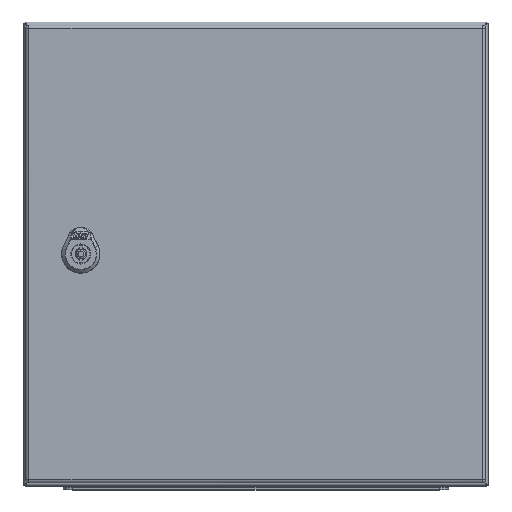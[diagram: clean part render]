
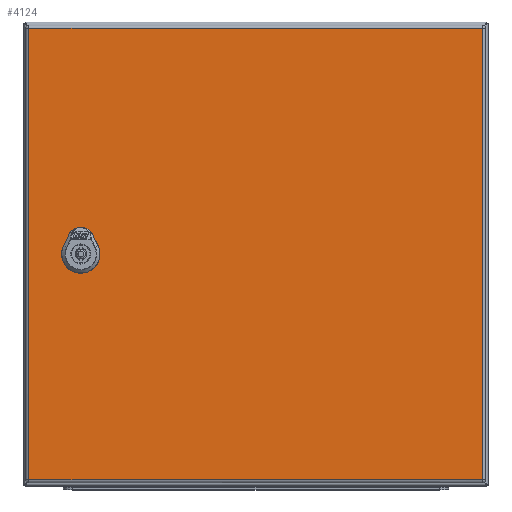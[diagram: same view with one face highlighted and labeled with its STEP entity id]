
A CAD part, top view. The second image highlights one B-rep face of the part: STEP entity #4124.
In plain terms, the highlighted face is planar.
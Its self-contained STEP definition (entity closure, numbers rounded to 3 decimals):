
#790=FACE_BOUND('',#6428,.T.);
#791=FACE_BOUND('',#6429,.T.);
#4124=ADVANCED_FACE('',(#790,#791),#4822,.F.);
#4822=PLANE('',#19362);
#6428=EDGE_LOOP('',(#10393,#10394,#10395,#10396,#10397,#10398,#10399,#10400));
#6429=EDGE_LOOP('',(#10401,#10402,#10403,#10404));
#7409=CIRCLE('',#19358,11.25);
#7410=CIRCLE('',#19359,11.25);
#7411=CIRCLE('',#19360,11.25);
#7412=CIRCLE('',#19361,11.25);
#10393=ORIENTED_EDGE('',*,*,#15161,.T.);
#10394=ORIENTED_EDGE('',*,*,#15162,.T.);
#10395=ORIENTED_EDGE('',*,*,#15163,.T.);
#10396=ORIENTED_EDGE('',*,*,#15164,.T.);
#10397=ORIENTED_EDGE('',*,*,#15165,.T.);
#10398=ORIENTED_EDGE('',*,*,#15166,.T.);
#10399=ORIENTED_EDGE('',*,*,#15167,.T.);
#10400=ORIENTED_EDGE('',*,*,#15168,.T.);
#10401=ORIENTED_EDGE('',*,*,#15169,.T.);
#10402=ORIENTED_EDGE('',*,*,#15170,.T.);
#10403=ORIENTED_EDGE('',*,*,#15171,.T.);
#10404=ORIENTED_EDGE('',*,*,#15172,.T.);
#13300=VERTEX_POINT('',#31963);
#13301=VERTEX_POINT('',#31964);
#13302=VERTEX_POINT('',#31966);
#13303=VERTEX_POINT('',#31968);
#13304=VERTEX_POINT('',#31970);
#13305=VERTEX_POINT('',#31972);
#13306=VERTEX_POINT('',#31974);
#13307=VERTEX_POINT('',#31976);
#13308=VERTEX_POINT('',#31979);
#13309=VERTEX_POINT('',#31980);
#13310=VERTEX_POINT('',#31982);
#13311=VERTEX_POINT('',#31984);
#15161=EDGE_CURVE('',#13300,#13301,#16820,.T.);
#15162=EDGE_CURVE('',#13301,#13302,#7409,.T.);
#15163=EDGE_CURVE('',#13302,#13303,#16821,.T.);
#15164=EDGE_CURVE('',#13303,#13304,#7410,.T.);
#15165=EDGE_CURVE('',#13304,#13305,#16822,.T.);
#15166=EDGE_CURVE('',#13305,#13306,#7411,.T.);
#15167=EDGE_CURVE('',#13306,#13307,#16823,.T.);
#15168=EDGE_CURVE('',#13307,#13300,#7412,.T.);
#15169=EDGE_CURVE('',#13308,#13309,#16824,.T.);
#15170=EDGE_CURVE('',#13309,#13310,#16825,.T.);
#15171=EDGE_CURVE('',#13310,#13311,#16826,.T.);
#15172=EDGE_CURVE('',#13311,#13308,#16827,.T.);
#16820=LINE('',#31962,#17994);
#16821=LINE('',#31967,#17995);
#16822=LINE('',#31971,#17996);
#16823=LINE('',#31975,#17997);
#16824=LINE('',#31978,#17998);
#16825=LINE('',#31981,#17999);
#16826=LINE('',#31983,#18000);
#16827=LINE('',#31985,#18001);
#17994=VECTOR('',#22277,1.);
#17995=VECTOR('',#22280,1.);
#17996=VECTOR('',#22283,1.);
#17997=VECTOR('',#22286,1.);
#17998=VECTOR('',#22289,1.);
#17999=VECTOR('',#22290,1.);
#18000=VECTOR('',#22291,1.);
#18001=VECTOR('',#22292,1.);
#19358=AXIS2_PLACEMENT_3D('',#31965,#22278,#22279);
#19359=AXIS2_PLACEMENT_3D('',#31969,#22281,#22282);
#19360=AXIS2_PLACEMENT_3D('',#31973,#22284,#22285);
#19361=AXIS2_PLACEMENT_3D('',#31977,#22287,#22288);
#19362=AXIS2_PLACEMENT_3D('',#31986,#22293,#22294);
#22277=DIRECTION('',(-1.,0.,0.));
#22278=DIRECTION('',(0.,0.,1.));
#22279=DIRECTION('',(1.,0.,0.));
#22280=DIRECTION('',(0.,-1.,0.));
#22281=DIRECTION('',(0.,0.,1.));
#22282=DIRECTION('',(1.,0.,0.));
#22283=DIRECTION('',(1.,0.,0.));
#22284=DIRECTION('',(0.,0.,1.));
#22285=DIRECTION('',(1.,0.,0.));
#22286=DIRECTION('',(0.,1.,0.));
#22287=DIRECTION('',(0.,0.,1.));
#22288=DIRECTION('',(1.,0.,0.));
#22289=DIRECTION('',(0.,1.,0.));
#22290=DIRECTION('',(1.,0.,0.));
#22291=DIRECTION('',(0.,-1.,0.));
#22292=DIRECTION('',(-1.,0.,0.));
#22293=DIRECTION('',(0.,0.,1.));
#22294=DIRECTION('',(-1.,0.,0.));
#31962=CARTESIAN_POINT('',(-195.65,10.2,0.));
#31963=CARTESIAN_POINT('',(155.396,10.2,0.));
#31964=CARTESIAN_POINT('',(145.904,10.2,0.));
#31965=CARTESIAN_POINT('',(150.65,0.,0.));
#31966=CARTESIAN_POINT('',(140.45,4.746,0.));
#31967=CARTESIAN_POINT('',(140.45,-194.7,0.));
#31968=CARTESIAN_POINT('',(140.45,-4.746,0.));
#31969=CARTESIAN_POINT('',(150.65,0.,0.));
#31970=CARTESIAN_POINT('',(145.904,-10.2,0.));
#31971=CARTESIAN_POINT('',(-195.65,-10.2,0.));
#31972=CARTESIAN_POINT('',(155.396,-10.2,0.));
#31973=CARTESIAN_POINT('',(150.65,0.,0.));
#31974=CARTESIAN_POINT('',(160.85,-4.746,0.));
#31975=CARTESIAN_POINT('',(160.85,-194.7,0.));
#31976=CARTESIAN_POINT('',(160.85,4.746,0.));
#31977=CARTESIAN_POINT('',(150.65,0.,0.));
#31978=CARTESIAN_POINT('',(-195.35,-194.7,0.));
#31979=CARTESIAN_POINT('',(-195.35,-194.4,0.));
#31980=CARTESIAN_POINT('',(-195.35,194.4,0.));
#31981=CARTESIAN_POINT('',(-195.65,194.4,0.));
#31982=CARTESIAN_POINT('',(195.35,194.4,0.));
#31983=CARTESIAN_POINT('',(195.35,-194.7,0.));
#31984=CARTESIAN_POINT('',(195.35,-194.4,0.));
#31985=CARTESIAN_POINT('',(-195.65,-194.4,0.));
#31986=CARTESIAN_POINT('',(-195.65,-194.7,0.));
